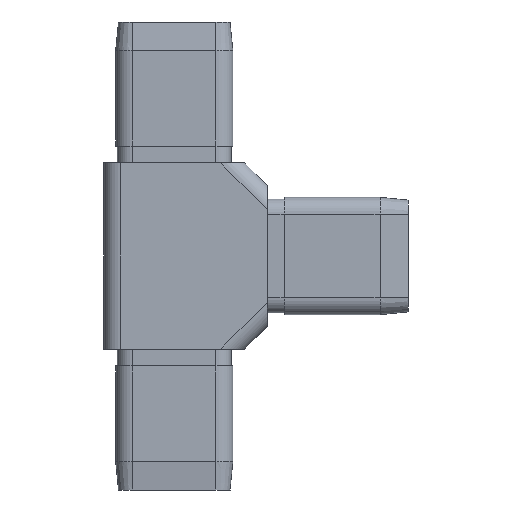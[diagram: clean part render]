
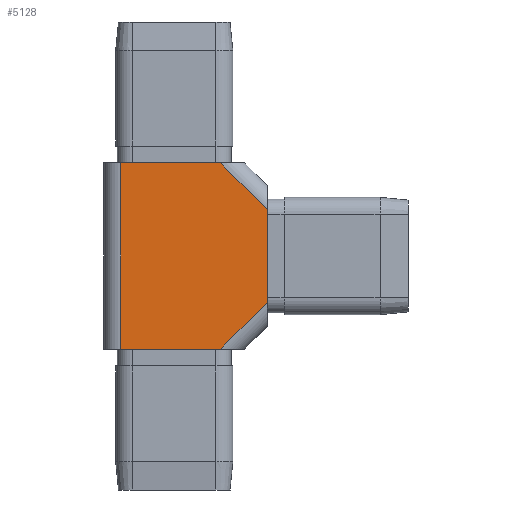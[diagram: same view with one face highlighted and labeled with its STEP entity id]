
A CAD part, left-side view. The second image highlights one B-rep face of the part: STEP entity #5128.
In plain terms, the highlighted planar face has unit normal (-1, 0, 0).
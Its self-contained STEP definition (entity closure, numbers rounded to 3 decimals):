
#67 = CARTESIAN_POINT ( 'NONE',  ( -14.5, -12.379, -10.379 ) ) ;
#997 = EDGE_LOOP ( 'NONE', ( #14913, #8483, #12689, #15506, #10136, #1364 ) ) ;
#1364 = ORIENTED_EDGE ( 'NONE', *, *, #15745, .T. ) ;
#1677 = DIRECTION ( 'NONE',  ( 0., -0.707, 0.707 ) ) ;
#1724 = CARTESIAN_POINT ( 'NONE',  ( -14.5, -14.5, 8.257 ) ) ;
#1938 = VECTOR ( 'NONE', #14617, 1000. ) ;
#2260 = LINE ( 'NONE', #2945, #6455 ) ;
#2488 = DIRECTION ( 'NONE',  ( 1., 0., 0. ) ) ;
#2527 = AXIS2_PLACEMENT_3D ( 'NONE', #10371, #2488, #18073 ) ;
#2630 = LINE ( 'NONE', #10540, #15515 ) ;
#2945 = CARTESIAN_POINT ( 'NONE',  ( -14.5, 11.5, 16.5 ) ) ;
#4040 = LINE ( 'NONE', #67, #16906 ) ;
#4091 = VECTOR ( 'NONE', #19396, 1000. ) ;
#5128 = ADVANCED_FACE ( 'NONE', ( #16981 ), #10306, .F. ) ;
#5662 = EDGE_CURVE ( 'NONE', #11782, #14650, #2630, .T. ) ;
#6455 = VECTOR ( 'NONE', #12396, 1000. ) ;
#8066 = VERTEX_POINT ( 'NONE', #16699 ) ;
#8425 = DIRECTION ( 'NONE',  ( 0., 0.707, 0.707 ) ) ;
#8483 = ORIENTED_EDGE ( 'NONE', *, *, #14031, .T. ) ;
#9016 = EDGE_CURVE ( 'NONE', #8066, #12331, #16715, .T. ) ;
#9038 = CARTESIAN_POINT ( 'NONE',  ( -14.5, -14.5, -8.257 ) ) ;
#9252 = LINE ( 'NONE', #14238, #1938 ) ;
#10136 = ORIENTED_EDGE ( 'NONE', *, *, #5662, .F. ) ;
#10306 = PLANE ( 'NONE',  #2527 ) ;
#10371 = CARTESIAN_POINT ( 'NONE',  ( -14.5, 14.5, 16.5 ) ) ;
#10540 = CARTESIAN_POINT ( 'NONE',  ( -14.5, -14.5, 16.5 ) ) ;
#11120 = EDGE_CURVE ( 'NONE', #12807, #14650, #4040, .T. ) ;
#11349 = CARTESIAN_POINT ( 'NONE',  ( -14.5, -6.257, 16.5 ) ) ;
#11782 = VERTEX_POINT ( 'NONE', #1724 ) ;
#12331 = VERTEX_POINT ( 'NONE', #11349 ) ;
#12352 = VERTEX_POINT ( 'NONE', #17936 ) ;
#12396 = DIRECTION ( 'NONE',  ( 0., 0., -1. ) ) ;
#12689 = ORIENTED_EDGE ( 'NONE', *, *, #18936, .T. ) ;
#12807 = VERTEX_POINT ( 'NONE', #13111 ) ;
#12994 = CARTESIAN_POINT ( 'NONE',  ( -14.5, -8.379, 14.379 ) ) ;
#13111 = CARTESIAN_POINT ( 'NONE',  ( -14.5, -6.257, -16.5 ) ) ;
#13637 = DIRECTION ( 'NONE',  ( 0., 0., -1. ) ) ;
#14031 = EDGE_CURVE ( 'NONE', #8066, #12352, #2260, .T. ) ;
#14238 = CARTESIAN_POINT ( 'NONE',  ( -14.5, 14.5, -16.5 ) ) ;
#14617 = DIRECTION ( 'NONE',  ( 0., -1., 0. ) ) ;
#14650 = VERTEX_POINT ( 'NONE', #9038 ) ;
#14724 = CARTESIAN_POINT ( 'NONE',  ( -14.5, 14.5, 16.5 ) ) ;
#14913 = ORIENTED_EDGE ( 'NONE', *, *, #9016, .F. ) ;
#15506 = ORIENTED_EDGE ( 'NONE', *, *, #11120, .T. ) ;
#15515 = VECTOR ( 'NONE', #13637, 1000. ) ;
#15745 = EDGE_CURVE ( 'NONE', #11782, #12331, #18225, .T. ) ;
#16699 = CARTESIAN_POINT ( 'NONE',  ( -14.5, 11.5, 16.5 ) ) ;
#16715 = LINE ( 'NONE', #14724, #4091 ) ;
#16906 = VECTOR ( 'NONE', #1677, 1000. ) ;
#16981 = FACE_OUTER_BOUND ( 'NONE', #997, .T. ) ;
#17032 = VECTOR ( 'NONE', #8425, 1000. ) ;
#17936 = CARTESIAN_POINT ( 'NONE',  ( -14.5, 11.5, -16.5 ) ) ;
#18073 = DIRECTION ( 'NONE',  ( 0., 1., 0. ) ) ;
#18225 = LINE ( 'NONE', #12994, #17032 ) ;
#18936 = EDGE_CURVE ( 'NONE', #12352, #12807, #9252, .T. ) ;
#19396 = DIRECTION ( 'NONE',  ( 0., -1., 0. ) ) ;
